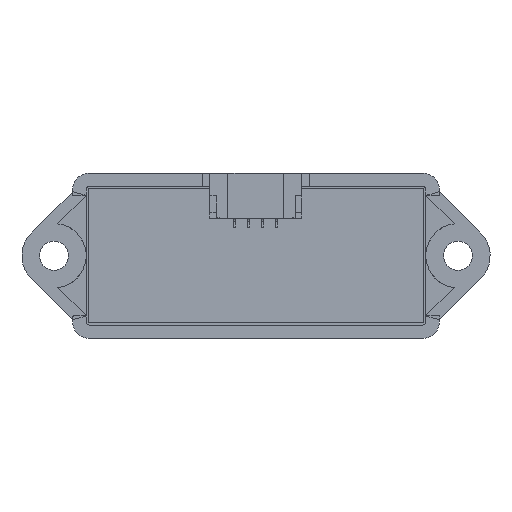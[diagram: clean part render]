
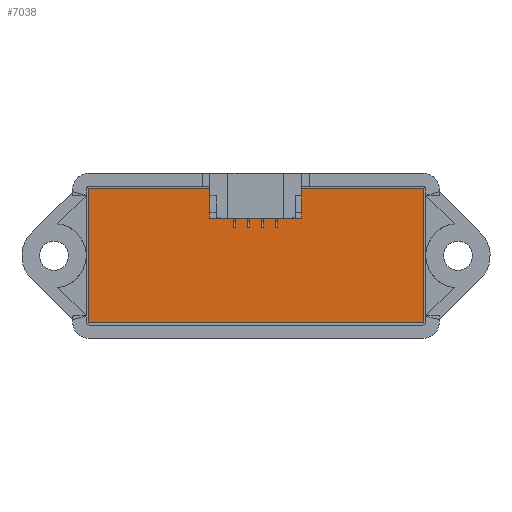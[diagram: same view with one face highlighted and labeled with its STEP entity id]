
A CAD part, front view. The second image highlights one B-rep face of the part: STEP entity #7038.
In plain terms, the highlighted face is planar.
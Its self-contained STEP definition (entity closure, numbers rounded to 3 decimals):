
#1161=LINE('',#11602,#1957);
#1164=LINE('',#11608,#1960);
#1167=LINE('',#11614,#1963);
#1170=LINE('',#11618,#1966);
#1957=VECTOR('',#9584,10.);
#1960=VECTOR('',#9589,10.);
#1963=VECTOR('',#9594,10.);
#1966=VECTOR('',#9599,10.);
#2269=PLANE('',#7776);
#2634=FACE_OUTER_BOUND('',#3022,.T.);
#3022=EDGE_LOOP('',(#6610,#6611,#6612,#6613));
#3778=VERTEX_POINT('',#11599);
#3779=VERTEX_POINT('',#11601);
#3781=VERTEX_POINT('',#11607);
#3783=VERTEX_POINT('',#11613);
#4720=EDGE_CURVE('',#3779,#3778,#1161,.T.);
#4723=EDGE_CURVE('',#3781,#3779,#1164,.T.);
#4726=EDGE_CURVE('',#3783,#3781,#1167,.T.);
#4729=EDGE_CURVE('',#3778,#3783,#1170,.T.);
#6610=ORIENTED_EDGE('',*,*,#4729,.T.);
#6611=ORIENTED_EDGE('',*,*,#4726,.T.);
#6612=ORIENTED_EDGE('',*,*,#4723,.T.);
#6613=ORIENTED_EDGE('',*,*,#4720,.T.);
#7038=ADVANCED_FACE('',(#2634),#2269,.T.);
#7776=AXIS2_PLACEMENT_3D('',#11620,#9602,#9603);
#9584=DIRECTION('',(0.,0.,-1.));
#9589=DIRECTION('',(1.,0.,0.));
#9594=DIRECTION('',(0.,0.,1.));
#9599=DIRECTION('',(-1.,0.,0.));
#9602=DIRECTION('center_axis',(0.,1.,0.));
#9603=DIRECTION('ref_axis',(0.,0.,1.));
#11599=CARTESIAN_POINT('',(15.,1.,-6.));
#11601=CARTESIAN_POINT('',(15.,1.,6.));
#11602=CARTESIAN_POINT('',(15.,1.,-6.));
#11607=CARTESIAN_POINT('',(-15.,1.,6.));
#11608=CARTESIAN_POINT('',(15.,1.,6.));
#11613=CARTESIAN_POINT('',(-15.,1.,-6.));
#11614=CARTESIAN_POINT('',(-15.,1.,6.));
#11618=CARTESIAN_POINT('',(-15.,1.,-6.));
#11620=CARTESIAN_POINT('Origin',(0.,1.,0.));
